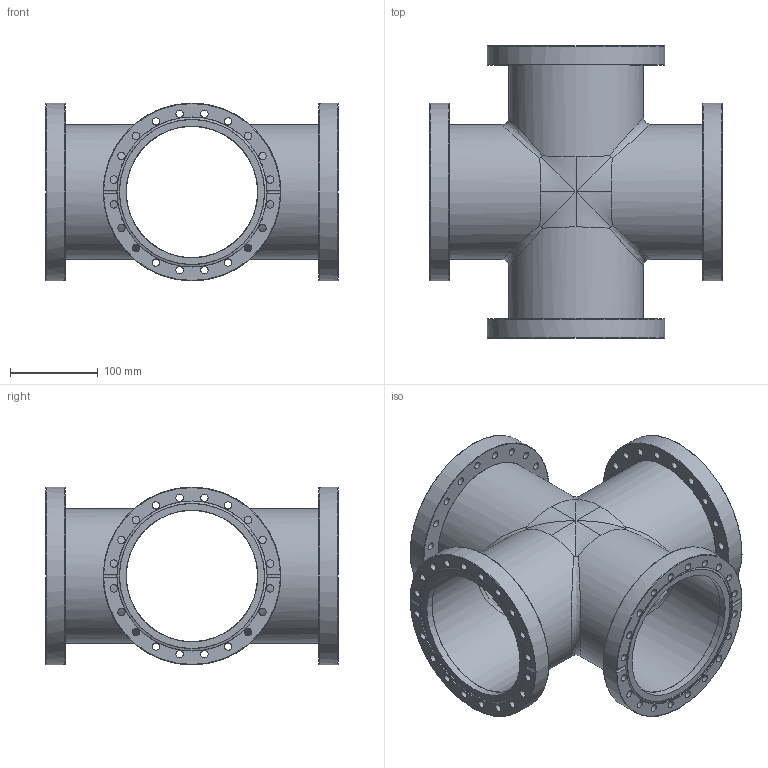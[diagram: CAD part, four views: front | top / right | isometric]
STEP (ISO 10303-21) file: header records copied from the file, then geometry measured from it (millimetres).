
FILE_DESCRIPTION((''),'2;1');
FILE_NAME('X150RS-304.stp','2009-04-30T15:25:53',('hasers'),(''),'Autodesk Inventor 2008','Autodesk Inventor 2008','');
FILE_SCHEMA(('AUTOMOTIVE_DESIGN { 1 0 10303 214 1 1 1 1 }'));
Length unit declared in the file: millimetre
Products named in the file (5): X150RS-304; Rohre [Subject [Summary]=T-Collar][Keywords [Summary]=1.4301][Title [Summary]=X150-CF]; CF-07 [Keywords [Summary]=1.4301][Company [Summary]=Vacom][Title [Summary]=F150B154]; CF-R [Subject [Summary]=-304][Title [Summary]=F150RIB154]; CF-R [Subject [Summary]=-304][Title [Summary]=F150RO]
Assembly tree (7 placements, depth 2):
  X150RS-304
    Rohre [Subject [Summary]=T-Collar][Keywords [Summary]=1.4301][Title [Summary]=X150-CF]
    CF-07 [Keywords [Summary]=1.4301][Company [Summary]=Vacom][Title [Summary]=F150B154]  x2
    CF-R [Subject [Summary]=-304][Title [Summary]=F150RIB154]  x2
    CF-R [Subject [Summary]=-304][Title [Summary]=F150RO]  x2
Bounding box: 334 x 334 x 203 mm (x, y, z)
Volume: 1506748.6 mm3; surface area: 713118.5 mm2
Topology: 7 solids, 7 shells, 220 faces, 649 edges, 445 vertices
Faces by surface type: bspline 136, cylinder 28, plane 24, torus 22, cone 10
Full cylindrical faces by diameter (mm): 150 x4, 150.5 x2, 154 x4, 154.5 x2, 171.3 x2, 171.4 x2, 172.1 x2, 203 x4
Entity records: 23940 total; most frequent: CARTESIAN_POINT 20965, ORIENTED_EDGE 532, DIRECTION 484, EDGE_LOOP 300, EDGE_CURVE 266, AXIS2_PLACEMENT_3D 238, VERTEX_POINT 210, FACE_BOUND 164
